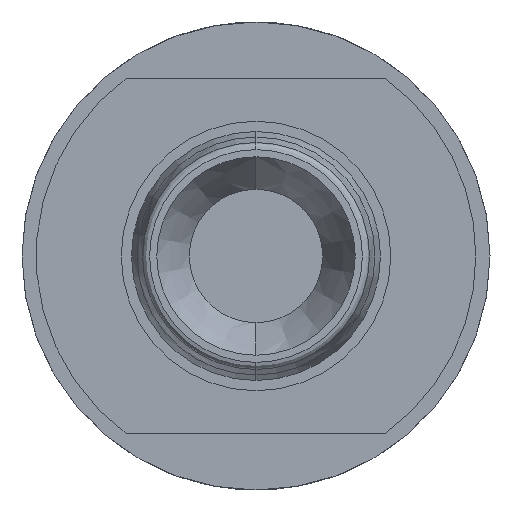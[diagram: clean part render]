
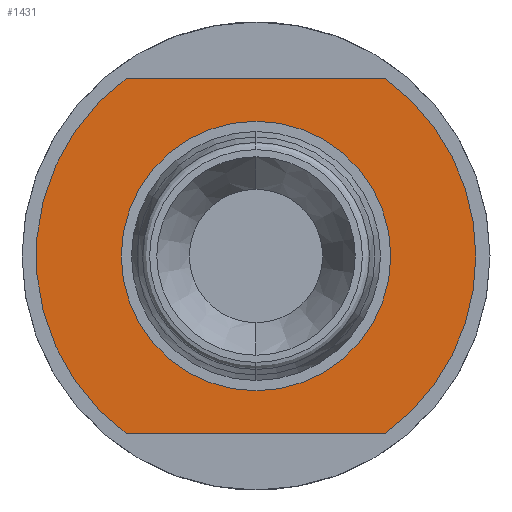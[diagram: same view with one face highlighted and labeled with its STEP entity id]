
A CAD part, left-side view. The second image highlights one B-rep face of the part: STEP entity #1431.
In plain terms, the highlighted face is planar.
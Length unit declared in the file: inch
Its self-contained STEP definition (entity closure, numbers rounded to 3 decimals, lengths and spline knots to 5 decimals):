
#170 = FACE_BOUND ( 'NONE', #280, .T. ) ;
#173 = DIRECTION ( 'NONE',  ( 0., -1., 0. ) ) ;
#204 = DIRECTION ( 'NONE',  ( 0., -1., 0. ) ) ;
#280 = EDGE_LOOP ( 'NONE', ( #4428, #1853 ) ) ;
#284 = EDGE_CURVE ( 'NONE', #6110, #3969, #5570, .T. ) ;
#662 = ORIENTED_EDGE ( 'NONE', *, *, #3705, .F. ) ;
#826 = ORIENTED_EDGE ( 'NONE', *, *, #5374, .F. ) ;
#839 = EDGE_CURVE ( 'NONE', #1158, #2750, #3108, .T. ) ;
#1142 = AXIS2_PLACEMENT_3D ( 'NONE', #1999, #4914, #1470 ) ;
#1158 = VERTEX_POINT ( 'NONE', #4619 ) ;
#1323 = ORIENTED_EDGE ( 'NONE', *, *, #5486, .F. ) ;
#1343 = DIRECTION ( 'NONE',  ( 0., -1., 0. ) ) ;
#1424 = ORIENTED_EDGE ( 'NONE', *, *, #839, .F. ) ;
#1431 = ADVANCED_FACE ( 'NONE', ( #170, #3651 ), #3619, .F. ) ;
#1470 = DIRECTION ( 'NONE',  ( 0., -1., 0. ) ) ;
#1484 = CARTESIAN_POINT ( 'NONE',  ( 0.9451, 0., 0. ) ) ;
#1535 = CARTESIAN_POINT ( 'NONE',  ( 0.9451, -0.155, 0. ) ) ;
#1539 = AXIS2_PLACEMENT_3D ( 'NONE', #2233, #3723, #1343 ) ;
#1602 = DIRECTION ( 'NONE',  ( -1., 0., 0. ) ) ;
#1707 = DIRECTION ( 'NONE',  ( -1., 0., 0. ) ) ;
#1853 = ORIENTED_EDGE ( 'NONE', *, *, #5562, .T. ) ;
#1946 = CARTESIAN_POINT ( 'NONE',  ( 0.9451, 0., 0. ) ) ;
#1999 = CARTESIAN_POINT ( 'NONE',  ( 0.9451, 0., 0. ) ) ;
#2000 = VECTOR ( 'NONE', #5493, 39.37008 ) ;
#2003 = AXIS2_PLACEMENT_3D ( 'NONE', #5687, #1602, #204 ) ;
#2233 = CARTESIAN_POINT ( 'NONE',  ( 0.9451, 0., 0. ) ) ;
#2263 = LINE ( 'NONE', #3300, #5632 ) ;
#2433 = CARTESIAN_POINT ( 'NONE',  ( 0.9451, 0.09165, -0.125 ) ) ;
#2540 = DIRECTION ( 'NONE',  ( -1., 0., 0. ) ) ;
#2583 = CIRCLE ( 'NONE', #1539, 0.06 ) ;
#2750 = VERTEX_POINT ( 'NONE', #2433 ) ;
#2800 = DIRECTION ( 'NONE',  ( -1., 0., 0. ) ) ;
#2888 = ORIENTED_EDGE ( 'NONE', *, *, #6431, .F. ) ;
#2908 = VERTEX_POINT ( 'NONE', #6187 ) ;
#2923 = CARTESIAN_POINT ( 'NONE',  ( 0.9451, 0.155, -0.125 ) ) ;
#2991 = AXIS2_PLACEMENT_3D ( 'NONE', #1484, #1707, #173 ) ;
#3029 = VERTEX_POINT ( 'NONE', #4789 ) ;
#3108 = CIRCLE ( 'NONE', #1142, 0.155 ) ;
#3300 = CARTESIAN_POINT ( 'NONE',  ( 0.9451, 0.155, 0.125 ) ) ;
#3615 = CIRCLE ( 'NONE', #2991, 0.155 ) ;
#3619 = PLANE ( 'NONE',  #2003 ) ;
#3651 = FACE_OUTER_BOUND ( 'NONE', #4069, .T. ) ;
#3705 = EDGE_CURVE ( 'NONE', #2750, #2908, #5559, .T. ) ;
#3723 = DIRECTION ( 'NONE',  ( -1., 0., 0. ) ) ;
#3969 = VERTEX_POINT ( 'NONE', #5113 ) ;
#4069 = EDGE_LOOP ( 'NONE', ( #662, #1424, #1323, #2888, #826 ) ) ;
#4362 = AXIS2_PLACEMENT_3D ( 'NONE', #1946, #2540, #4526 ) ;
#4428 = ORIENTED_EDGE ( 'NONE', *, *, #284, .T. ) ;
#4526 = DIRECTION ( 'NONE',  ( 0., -1., 0. ) ) ;
#4605 = AXIS2_PLACEMENT_3D ( 'NONE', #5297, #2800, #4794 ) ;
#4619 = CARTESIAN_POINT ( 'NONE',  ( 0.9451, 0.09165, 0.125 ) ) ;
#4789 = CARTESIAN_POINT ( 'NONE',  ( 0.9451, -0.09165, 0.125 ) ) ;
#4794 = DIRECTION ( 'NONE',  ( 0., -1., 0. ) ) ;
#4914 = DIRECTION ( 'NONE',  ( -1., 0., 0. ) ) ;
#5113 = CARTESIAN_POINT ( 'NONE',  ( 0.9451, 0.06, 0. ) ) ;
#5297 = CARTESIAN_POINT ( 'NONE',  ( 0.9451, 0., 0. ) ) ;
#5329 = CIRCLE ( 'NONE', #4362, 0.155 ) ;
#5374 = EDGE_CURVE ( 'NONE', #2908, #5715, #3615, .T. ) ;
#5486 = EDGE_CURVE ( 'NONE', #3029, #1158, #2263, .T. ) ;
#5493 = DIRECTION ( 'NONE',  ( 0., -1., 0. ) ) ;
#5559 = LINE ( 'NONE', #2923, #2000 ) ;
#5562 = EDGE_CURVE ( 'NONE', #3969, #6110, #2583, .T. ) ;
#5568 = CARTESIAN_POINT ( 'NONE',  ( 0.9451, -0.06, 0. ) ) ;
#5570 = CIRCLE ( 'NONE', #4605, 0.06 ) ;
#5632 = VECTOR ( 'NONE', #5821, 39.37008 ) ;
#5687 = CARTESIAN_POINT ( 'NONE',  ( 0.9451, 0.155, 0. ) ) ;
#5715 = VERTEX_POINT ( 'NONE', #1535 ) ;
#5821 = DIRECTION ( 'NONE',  ( 0., 1., 0. ) ) ;
#6110 = VERTEX_POINT ( 'NONE', #5568 ) ;
#6187 = CARTESIAN_POINT ( 'NONE',  ( 0.9451, -0.09165, -0.125 ) ) ;
#6431 = EDGE_CURVE ( 'NONE', #5715, #3029, #5329, .T. ) ;
